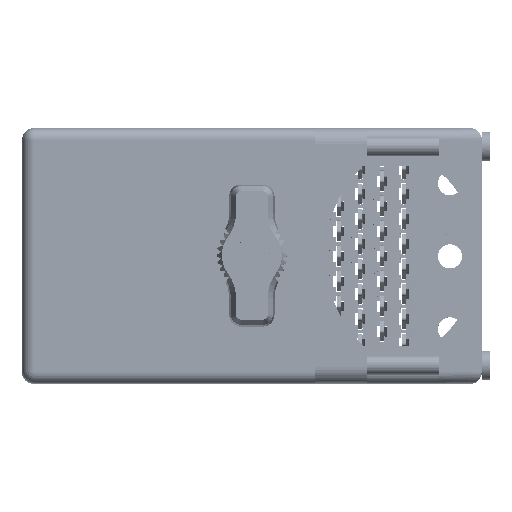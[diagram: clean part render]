
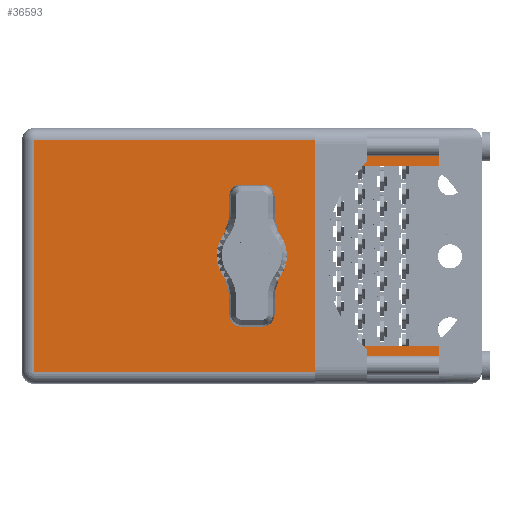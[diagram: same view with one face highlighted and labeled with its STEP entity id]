
A CAD part, top view. The second image highlights one B-rep face of the part: STEP entity #36593.
In plain terms, the highlighted face is planar.
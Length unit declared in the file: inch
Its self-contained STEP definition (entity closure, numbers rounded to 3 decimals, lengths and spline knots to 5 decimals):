
#1089 = VERTEX_POINT ( 'NONE', #50977 ) ;
#2020 = EDGE_CURVE ( 'NONE', #11568, #101632, #76258, .T. ) ;
#2841 = CARTESIAN_POINT ( 'NONE',  ( 1.785, 2.03, -1.305 ) ) ;
#3945 = CARTESIAN_POINT ( 'NONE',  ( 1.3775, 2.03, -0.595 ) ) ;
#4470 = CIRCLE ( 'NONE', #24774, 0.17 ) ;
#4553 = EDGE_CURVE ( 'NONE', #32792, #4717, #80960, .T. ) ;
#4717 = VERTEX_POINT ( 'NONE', #39100 ) ;
#5134 = VERTEX_POINT ( 'NONE', #3945 ) ;
#6749 = CARTESIAN_POINT ( 'NONE',  ( 2.499, 2.03, -1.305 ) ) ;
#8674 = EDGE_CURVE ( 'NONE', #5134, #64228, #50904, .T. ) ;
#11568 = VERTEX_POINT ( 'NONE', #90472 ) ;
#12266 = LINE ( 'NONE', #71286, #98142 ) ;
#13849 = EDGE_CURVE ( 'NONE', #17764, #11568, #92208, .T. ) ;
#16212 = EDGE_CURVE ( 'NONE', #101632, #4717, #101673, .T. ) ;
#16997 = AXIS2_PLACEMENT_3D ( 'NONE', #85832, #76256, #35291 ) ;
#17764 = VERTEX_POINT ( 'NONE', #37363 ) ;
#17821 = ORIENTED_EDGE ( 'NONE', *, *, #22081, .T. ) ;
#19354 = CARTESIAN_POINT ( 'NONE',  ( 2.499, 2.03, -1.46 ) ) ;
#20244 = VECTOR ( 'NONE', #36163, 39.37008 ) ;
#20703 = DIRECTION ( 'NONE',  ( 0., 0., 1. ) ) ;
#20972 = ORIENTED_EDGE ( 'NONE', *, *, #63156, .T. ) ;
#22081 = EDGE_CURVE ( 'NONE', #32792, #1089, #43928, .T. ) ;
#24774 = AXIS2_PLACEMENT_3D ( 'NONE', #82853, #99814, #57761 ) ;
#27430 = PLANE ( 'NONE',  #68498 ) ;
#27907 = EDGE_CURVE ( 'NONE', #64228, #5134, #4470, .T. ) ;
#32267 = DIRECTION ( 'NONE',  ( -1., 0., 0. ) ) ;
#32792 = VERTEX_POINT ( 'NONE', #19354 ) ;
#35291 = DIRECTION ( 'NONE',  ( 0., 0., 1. ) ) ;
#36163 = DIRECTION ( 'NONE',  ( 0., 0., 1. ) ) ;
#36593 = ADVANCED_FACE ( 'NONE', ( #98813, #93525 ), #27430, .T. ) ;
#37152 = DIRECTION ( 'NONE',  ( 0., 0., -1. ) ) ;
#37363 = CARTESIAN_POINT ( 'NONE',  ( 2.499, 2.03, -0.225 ) ) ;
#39100 = CARTESIAN_POINT ( 'NONE',  ( 2.499, 2.03, -1.305 ) ) ;
#40596 = LINE ( 'NONE', #101578, #80220 ) ;
#42182 = ORIENTED_EDGE ( 'NONE', *, *, #96799, .T. ) ;
#43928 = LINE ( 'NONE', #56045, #57201 ) ;
#44433 = EDGE_LOOP ( 'NONE', ( #63945, #46257 ) ) ;
#46110 = CARTESIAN_POINT ( 'NONE',  ( 2.499, 2.03, -1.53 ) ) ;
#46257 = ORIENTED_EDGE ( 'NONE', *, *, #27907, .F. ) ;
#50310 = CARTESIAN_POINT ( 'NONE',  ( 2.499, 2.03, -0.07 ) ) ;
#50904 = CIRCLE ( 'NONE', #16997, 0.17 ) ;
#50977 = CARTESIAN_POINT ( 'NONE',  ( 0.07, 2.03, -1.46 ) ) ;
#55977 = CARTESIAN_POINT ( 'NONE',  ( 1.3775, 2.03, -0.935 ) ) ;
#56045 = CARTESIAN_POINT ( 'NONE',  ( 0., 2.03, -1.46 ) ) ;
#57201 = VECTOR ( 'NONE', #73073, 39.37008 ) ;
#57761 = DIRECTION ( 'NONE',  ( 0., 0., 1. ) ) ;
#59369 = ORIENTED_EDGE ( 'NONE', *, *, #2020, .T. ) ;
#62082 = VECTOR ( 'NONE', #73602, 39.37008 ) ;
#63156 = EDGE_CURVE ( 'NONE', #86245, #99104, #63449, .T. ) ;
#63449 = LINE ( 'NONE', #50310, #88557 ) ;
#63945 = ORIENTED_EDGE ( 'NONE', *, *, #8674, .F. ) ;
#64228 = VERTEX_POINT ( 'NONE', #55977 ) ;
#65928 = ORIENTED_EDGE ( 'NONE', *, *, #13849, .T. ) ;
#66577 = DIRECTION ( 'NONE',  ( 1., 0., 0. ) ) ;
#67663 = DIRECTION ( 'NONE',  ( 0., 0., 1. ) ) ;
#68498 = AXIS2_PLACEMENT_3D ( 'NONE', #86489, #87589, #79466 ) ;
#71286 = CARTESIAN_POINT ( 'NONE',  ( 0.07, 2.03, -1.53 ) ) ;
#71387 = EDGE_LOOP ( 'NONE', ( #42182, #20972, #107845, #65928, #59369, #76916, #74527, #17821 ) ) ;
#73073 = DIRECTION ( 'NONE',  ( -1., 0., 0. ) ) ;
#73602 = DIRECTION ( 'NONE',  ( 1., 0., 0. ) ) ;
#74527 = ORIENTED_EDGE ( 'NONE', *, *, #4553, .F. ) ;
#76256 = DIRECTION ( 'NONE',  ( 0., 1., 0. ) ) ;
#76258 = LINE ( 'NONE', #2841, #99966 ) ;
#76916 = ORIENTED_EDGE ( 'NONE', *, *, #16212, .T. ) ;
#78703 = EDGE_CURVE ( 'NONE', #17764, #99104, #40596, .T. ) ;
#79466 = DIRECTION ( 'NONE',  ( 0., 0., 1. ) ) ;
#80220 = VECTOR ( 'NONE', #67663, 39.37008 ) ;
#80960 = LINE ( 'NONE', #46110, #20244 ) ;
#82853 = CARTESIAN_POINT ( 'NONE',  ( 1.3775, 2.03, -0.765 ) ) ;
#85544 = VECTOR ( 'NONE', #32267, 39.37008 ) ;
#85832 = CARTESIAN_POINT ( 'NONE',  ( 1.3775, 2.03, -0.765 ) ) ;
#86245 = VERTEX_POINT ( 'NONE', #95433 ) ;
#86489 = CARTESIAN_POINT ( 'NONE',  ( 0., 2.03, -1.53 ) ) ;
#87589 = DIRECTION ( 'NONE',  ( 0., 1., 0. ) ) ;
#88557 = VECTOR ( 'NONE', #66577, 39.37008 ) ;
#90472 = CARTESIAN_POINT ( 'NONE',  ( 1.785, 2.03, -0.225 ) ) ;
#92208 = LINE ( 'NONE', #107124, #85544 ) ;
#93525 = FACE_BOUND ( 'NONE', #44433, .T. ) ;
#95433 = CARTESIAN_POINT ( 'NONE',  ( 0.07, 2.03, -0.07 ) ) ;
#96799 = EDGE_CURVE ( 'NONE', #1089, #86245, #12266, .T. ) ;
#98142 = VECTOR ( 'NONE', #20703, 39.37008 ) ;
#98813 = FACE_OUTER_BOUND ( 'NONE', #71387, .T. ) ;
#99104 = VERTEX_POINT ( 'NONE', #108620 ) ;
#99814 = DIRECTION ( 'NONE',  ( 0., 1., 0. ) ) ;
#99966 = VECTOR ( 'NONE', #37152, 39.37008 ) ;
#100872 = CARTESIAN_POINT ( 'NONE',  ( 1.785, 2.03, -1.305 ) ) ;
#101578 = CARTESIAN_POINT ( 'NONE',  ( 2.499, 2.03, -1.53 ) ) ;
#101632 = VERTEX_POINT ( 'NONE', #100872 ) ;
#101673 = LINE ( 'NONE', #6749, #62082 ) ;
#107124 = CARTESIAN_POINT ( 'NONE',  ( 2.499, 2.03, -0.225 ) ) ;
#107845 = ORIENTED_EDGE ( 'NONE', *, *, #78703, .F. ) ;
#108620 = CARTESIAN_POINT ( 'NONE',  ( 2.499, 2.03, -0.07 ) ) ;
